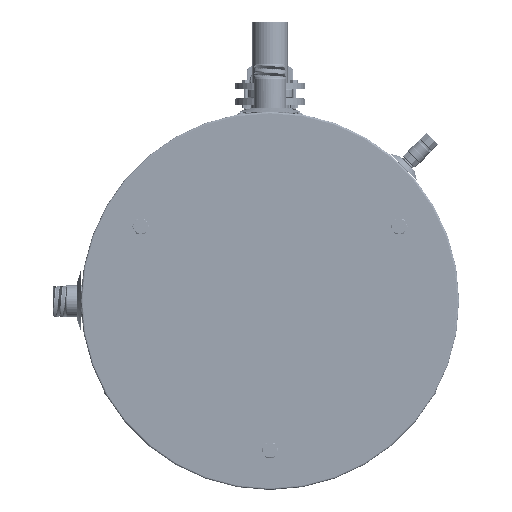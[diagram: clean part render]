
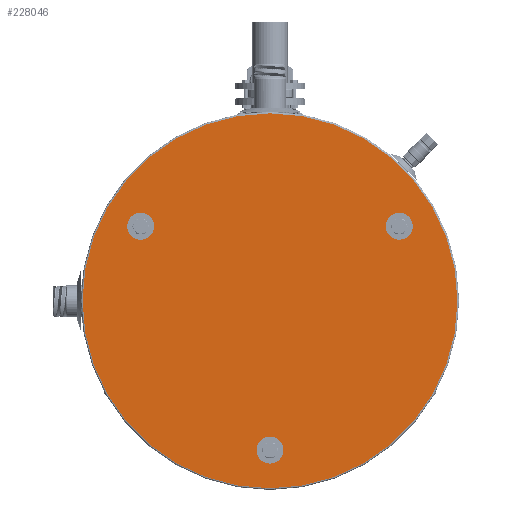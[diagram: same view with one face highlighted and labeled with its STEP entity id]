
A CAD part, front view. The second image highlights one B-rep face of the part: STEP entity #228046.
In plain terms, the highlighted planar face has unit normal (0, -1, 0).
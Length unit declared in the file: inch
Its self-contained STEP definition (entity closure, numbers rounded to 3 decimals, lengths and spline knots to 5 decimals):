
#2205 = CARTESIAN_POINT ( 'NONE',  ( -9.58572, 0.4345, 5.53432 ) ) ;
#12448 = EDGE_CURVE ( 'NONE', #31005, #31005, #157981, .T. ) ;
#17456 = VERTEX_POINT ( 'NONE', #245087 ) ;
#20338 = FACE_BOUND ( 'NONE', #96326, .T. ) ;
#24043 = FACE_BOUND ( 'NONE', #148781, .T. ) ;
#31005 = VERTEX_POINT ( 'NONE', #32221 ) ;
#32221 = CARTESIAN_POINT ( 'NONE',  ( -9.58572, 0.4345, 4.53432 ) ) ;
#34023 = VERTEX_POINT ( 'NONE', #187447 ) ;
#43417 = ORIENTED_EDGE ( 'NONE', *, *, #117453, .T. ) ;
#45992 = CARTESIAN_POINT ( 'NONE',  ( 0., 0.4345, -11.06864 ) ) ;
#49562 = AXIS2_PLACEMENT_3D ( 'NONE', #2205, #62349, #141669 ) ;
#50253 = DIRECTION ( 'NONE',  ( 0., 0., 1. ) ) ;
#62349 = DIRECTION ( 'NONE',  ( 0., 1., 0. ) ) ;
#75324 = ORIENTED_EDGE ( 'NONE', *, *, #221232, .T. ) ;
#75835 = CARTESIAN_POINT ( 'NONE',  ( 9.58572, 0.4345, 5.53432 ) ) ;
#76944 = CARTESIAN_POINT ( 'NONE',  ( 0., 0.4345, 0. ) ) ;
#80653 = DIRECTION ( 'NONE',  ( 0., 1., 0. ) ) ;
#87998 = CARTESIAN_POINT ( 'NONE',  ( 0., 0.4345, 0. ) ) ;
#96326 = EDGE_LOOP ( 'NONE', ( #155213 ) ) ;
#96352 = VERTEX_POINT ( 'NONE', #151763 ) ;
#99491 = FACE_OUTER_BOUND ( 'NONE', #145096, .T. ) ;
#100514 = DIRECTION ( 'NONE',  ( 0., 1., 0. ) ) ;
#106036 = AXIS2_PLACEMENT_3D ( 'NONE', #87998, #164754, #50253 ) ;
#117453 = EDGE_CURVE ( 'NONE', #17456, #17456, #135191, .T. ) ;
#118369 = FACE_BOUND ( 'NONE', #205358, .T. ) ;
#134173 = AXIS2_PLACEMENT_3D ( 'NONE', #75835, #100514, #217497 ) ;
#135191 = CIRCLE ( 'NONE', #231468, 1. ) ;
#137529 = ORIENTED_EDGE ( 'NONE', *, *, #189937, .T. ) ;
#140413 = DIRECTION ( 'NONE',  ( 0., 0., -1. ) ) ;
#141669 = DIRECTION ( 'NONE',  ( 0., 0., -1. ) ) ;
#145096 = EDGE_LOOP ( 'NONE', ( #137529 ) ) ;
#148781 = EDGE_LOOP ( 'NONE', ( #43417 ) ) ;
#151763 = CARTESIAN_POINT ( 'NONE',  ( 0., 0.4345, 13.905 ) ) ;
#154873 = DIRECTION ( 'NONE',  ( 0., 0., -1. ) ) ;
#155213 = ORIENTED_EDGE ( 'NONE', *, *, #12448, .T. ) ;
#157981 = CIRCLE ( 'NONE', #49562, 1. ) ;
#164754 = DIRECTION ( 'NONE',  ( 0., -1., 0. ) ) ;
#178119 = DIRECTION ( 'NONE',  ( 0., 1., 0. ) ) ;
#187447 = CARTESIAN_POINT ( 'NONE',  ( 9.58572, 0.4345, 4.53432 ) ) ;
#189937 = EDGE_CURVE ( 'NONE', #96352, #96352, #246633, .T. ) ;
#193335 = AXIS2_PLACEMENT_3D ( 'NONE', #76944, #80653, #154873 ) ;
#205358 = EDGE_LOOP ( 'NONE', ( #75324 ) ) ;
#217497 = DIRECTION ( 'NONE',  ( 0., 0., -1. ) ) ;
#221232 = EDGE_CURVE ( 'NONE', #34023, #34023, #230457, .T. ) ;
#228046 = ADVANCED_FACE ( 'NONE', ( #118369, #20338, #24043, #99491 ), #233992, .F. ) ;
#230457 = CIRCLE ( 'NONE', #134173, 1. ) ;
#231468 = AXIS2_PLACEMENT_3D ( 'NONE', #45992, #178119, #140413 ) ;
#233992 = PLANE ( 'NONE',  #193335 ) ;
#245087 = CARTESIAN_POINT ( 'NONE',  ( 0., 0.4345, -12.06864 ) ) ;
#246633 = CIRCLE ( 'NONE', #106036, 13.905 ) ;
